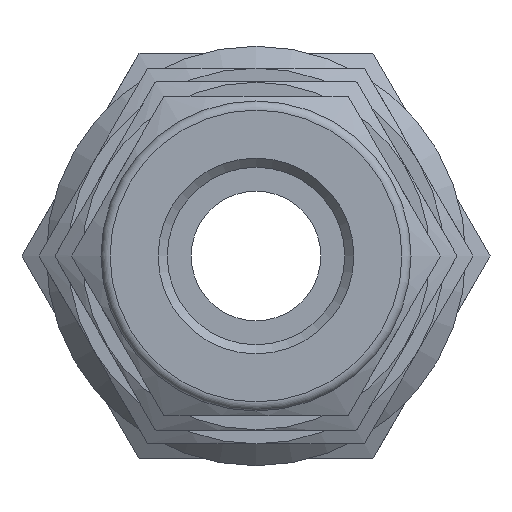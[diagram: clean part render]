
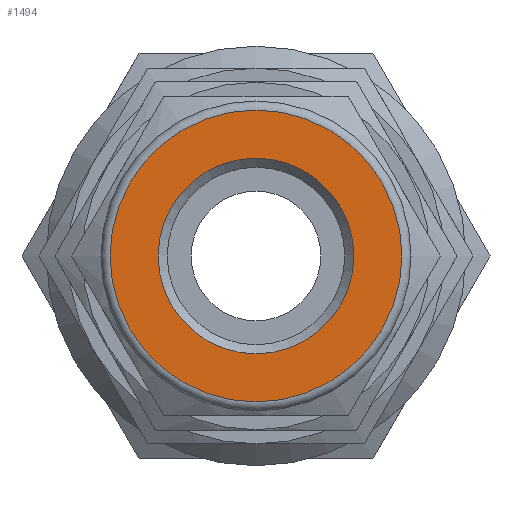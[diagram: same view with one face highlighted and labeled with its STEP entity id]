
A CAD part, left-side view. The second image highlights one B-rep face of the part: STEP entity #1494.
In plain terms, the highlighted planar face has unit normal (-1, 0, 0).
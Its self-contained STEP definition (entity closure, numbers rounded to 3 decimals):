
#87=FACE_BOUND('',#380,.T.);
#126=CIRCLE('',#1603,8.);
#170=CIRCLE('',#1693,5.365);
#267=FACE_OUTER_BOUND('',#379,.T.);
#379=EDGE_LOOP('',(#1356));
#380=EDGE_LOOP('',(#1357));
#671=VERTEX_POINT('',#2538);
#712=VERTEX_POINT('',#2698);
#854=EDGE_CURVE('',#671,#671,#126,.T.);
#927=EDGE_CURVE('',#712,#712,#170,.T.);
#1356=ORIENTED_EDGE('',*,*,#854,.F.);
#1357=ORIENTED_EDGE('',*,*,#927,.T.);
#1397=PLANE('',#1694);
#1494=ADVANCED_FACE('',(#267,#87),#1397,.T.);
#1603=AXIS2_PLACEMENT_3D('',#2540,#1910,#1911);
#1693=AXIS2_PLACEMENT_3D('',#2700,#2119,#2120);
#1694=AXIS2_PLACEMENT_3D('',#2701,#2121,#2122);
#1910=DIRECTION('center_axis',(1.,0.,0.));
#1911=DIRECTION('ref_axis',(0.,0.,-1.));
#2119=DIRECTION('center_axis',(1.,0.,0.));
#2120=DIRECTION('ref_axis',(0.,0.,-1.));
#2121=DIRECTION('center_axis',(-1.,0.,0.));
#2122=DIRECTION('ref_axis',(0.,0.,1.));
#2538=CARTESIAN_POINT('',(0.,0.,8.));
#2540=CARTESIAN_POINT('Origin',(0.,0.,0.));
#2698=CARTESIAN_POINT('',(0.,-5.365,0.));
#2700=CARTESIAN_POINT('Origin',(0.,0.,0.));
#2701=CARTESIAN_POINT('Origin',(0.,8.,
0.));
